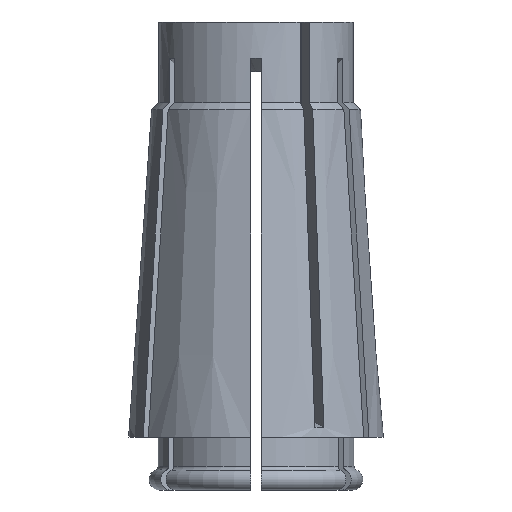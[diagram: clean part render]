
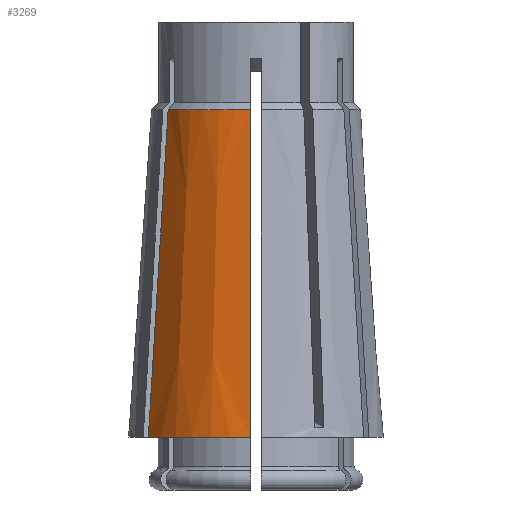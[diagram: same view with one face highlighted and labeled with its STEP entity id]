
A CAD part, front view. The second image highlights one B-rep face of the part: STEP entity #3269.
In plain terms, the highlighted conical face has half-angle 4 degrees and reference radius 12.28 mm.
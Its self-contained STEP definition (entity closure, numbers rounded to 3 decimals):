
#70 = CARTESIAN_POINT ( 'NONE',  ( -8.988, -5.766, -17.097 ) ) ;
#299 = B_SPLINE_CURVE_WITH_KNOTS ( 'NONE', 3,
 ( #676, #674, #581, #2247, #1999, #2278, #3708, #3521, #3442, #2930 ),
 .UNSPECIFIED., .F., .F.,
 ( 4, 3, 3, 4 ),
 ( 0.018, 0.022, 0.045, 0.05 ),
 .UNSPECIFIED. ) ;
#333 = ORIENTED_EDGE ( 'NONE', *, *, #3579, .T. ) ;
#340 = CARTESIAN_POINT ( 'NONE',  ( -8.639, -5.565, -11.35 ) ) ;
#497 = VERTEX_POINT ( 'NONE', #2475 ) ;
#581 = CARTESIAN_POINT ( 'NONE',  ( -0.5, -12.078, -37.254 ) ) ;
#591 = CARTESIAN_POINT ( 'NONE',  ( -9.451, -6.034, -24.732 ) ) ;
#618 = ORIENTED_EDGE ( 'NONE', *, *, #1013, .F. ) ;
#674 = CARTESIAN_POINT ( 'NONE',  ( -0.5, -12.174, -38.627 ) ) ;
#676 = CARTESIAN_POINT ( 'NONE',  ( -0.5, -12.27, -40. ) ) ;
#685 = CIRCLE ( 'NONE', #3461, 10.076 ) ;
#709 = DIRECTION ( 'NONE',  ( 1., 0., 0. ) ) ;
#778 = CARTESIAN_POINT ( 'NONE',  ( 0., 0., -40. ) ) ;
#804 = CARTESIAN_POINT ( 'NONE',  ( -0.5, -12.27, -40. ) ) ;
#886 = CARTESIAN_POINT ( 'NONE',  ( -8.465, -5.465, -8.476 ) ) ;
#971 = VERTEX_POINT ( 'NONE', #804 ) ;
#979 = ORIENTED_EDGE ( 'NONE', *, *, #2814, .F. ) ;
#1013 = EDGE_CURVE ( 'NONE', #3419, #497, #685, .T. ) ;
#1037 = CARTESIAN_POINT ( 'NONE',  ( 0., 0., -8.476 ) ) ;
#1075 = DIRECTION ( 'NONE',  ( 0., 0., -1. ) ) ;
#1164 = ORIENTED_EDGE ( 'NONE', *, *, #2290, .T. ) ;
#1485 = CARTESIAN_POINT ( 'NONE',  ( -9.913, -6.301, -32.366 ) ) ;
#1592 = DIRECTION ( 'NONE',  ( 0., 0., 1. ) ) ;
#1670 = CONICAL_SURFACE ( 'NONE', #2017, 12.28, 0.07 ) ;
#1779 = FACE_OUTER_BOUND ( 'NONE', #2735, .T. ) ;
#1804 = CARTESIAN_POINT ( 'NONE',  ( -10.376, -6.568, -40. ) ) ;
#1962 = B_SPLINE_CURVE_WITH_KNOTS ( 'NONE', 3,
 ( #1804, #1485, #591, #70, #2111, #340, #2428 ),
 .UNSPECIFIED., .F., .F.,
 ( 4, 3, 4 ),
 ( 0., 0.023, 0.032 ),
 .UNSPECIFIED. ) ;
#1999 = CARTESIAN_POINT ( 'NONE',  ( -0.5, -11.46, -28.425 ) ) ;
#2006 = DIRECTION ( 'NONE',  ( -1., 0., 0. ) ) ;
#2017 = AXIS2_PLACEMENT_3D ( 'NONE', #778, #1075, #2006 ) ;
#2111 = CARTESIAN_POINT ( 'NONE',  ( -8.814, -5.666, -14.224 ) ) ;
#2247 = CARTESIAN_POINT ( 'NONE',  ( -0.5, -11.982, -35.881 ) ) ;
#2278 = CARTESIAN_POINT ( 'NONE',  ( -0.5, -10.938, -20.97 ) ) ;
#2290 = EDGE_CURVE ( 'NONE', #971, #497, #299, .T. ) ;
#2428 = CARTESIAN_POINT ( 'NONE',  ( -8.465, -5.465, -8.476 ) ) ;
#2456 = CIRCLE ( 'NONE', #3749, 12.28 ) ;
#2475 = CARTESIAN_POINT ( 'NONE',  ( -0.5, -10.063, -8.476 ) ) ;
#2673 = CARTESIAN_POINT ( 'NONE',  ( -10.376, -6.568, -40. ) ) ;
#2735 = EDGE_LOOP ( 'NONE', ( #979, #333, #1164, #618 ) ) ;
#2814 = EDGE_CURVE ( 'NONE', #3347, #3419, #1962, .T. ) ;
#2930 = CARTESIAN_POINT ( 'NONE',  ( -0.5, -10.063, -8.476 ) ) ;
#3122 = DIRECTION ( 'NONE',  ( 0., 0., 1. ) ) ;
#3269 = ADVANCED_FACE ( 'NONE', ( #1779 ), #1670, .T. ) ;
#3347 = VERTEX_POINT ( 'NONE', #2673 ) ;
#3396 = CARTESIAN_POINT ( 'NONE',  ( 0., 0., -40. ) ) ;
#3419 = VERTEX_POINT ( 'NONE', #886 ) ;
#3442 = CARTESIAN_POINT ( 'NONE',  ( -0.5, -10.181, -10.156 ) ) ;
#3461 = AXIS2_PLACEMENT_3D ( 'NONE', #1037, #3122, #709 ) ;
#3521 = CARTESIAN_POINT ( 'NONE',  ( -0.5, -10.299, -11.835 ) ) ;
#3579 = EDGE_CURVE ( 'NONE', #3347, #971, #2456, .T. ) ;
#3708 = CARTESIAN_POINT ( 'NONE',  ( -0.5, -10.416, -13.515 ) ) ;
#3710 = DIRECTION ( 'NONE',  ( 1., 0., 0. ) ) ;
#3749 = AXIS2_PLACEMENT_3D ( 'NONE', #3396, #1592, #3710 ) ;
